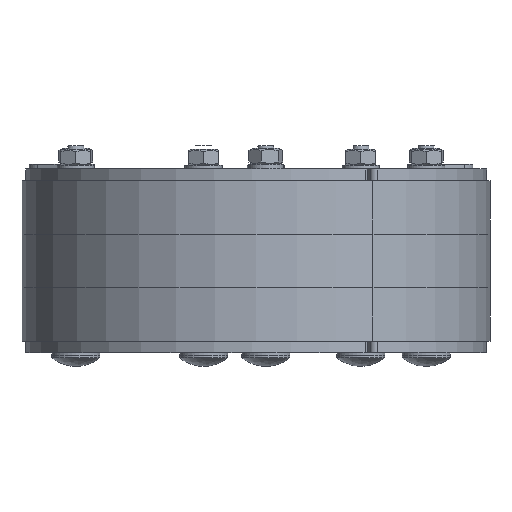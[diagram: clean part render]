
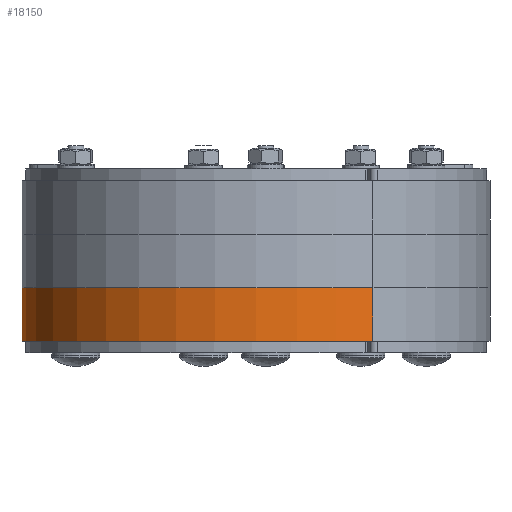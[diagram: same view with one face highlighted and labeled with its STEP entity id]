
A CAD part, front view. The second image highlights one B-rep face of the part: STEP entity #18150.
In plain terms, the highlighted cylindrical face has radius 100.5 mm (diameter 201 mm), a partial arc.
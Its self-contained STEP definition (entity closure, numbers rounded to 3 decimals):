
#2007=FACE_OUTER_BOUND('',#3207,.T.);
#3207=EDGE_LOOP('',(#14733,#14734,#14735,#14736));
#4563=LINE('',#29680,#6027);
#4564=LINE('',#29686,#6028);
#6027=VECTOR('',#24104,10.);
#6028=VECTOR('',#24111,10.);
#7053=CIRCLE('',#19885,100.5);
#7054=CIRCLE('',#19886,100.5);
#8377=VERTEX_POINT('',#29676);
#8378=VERTEX_POINT('',#29678);
#8379=VERTEX_POINT('',#29682);
#8380=VERTEX_POINT('',#29684);
#10523=EDGE_CURVE('',#8377,#8378,#4563,.T.);
#10524=EDGE_CURVE('',#8379,#8377,#7053,.T.);
#10525=EDGE_CURVE('',#8380,#8378,#7054,.T.);
#10526=EDGE_CURVE('',#8379,#8380,#4564,.T.);
#14733=ORIENTED_EDGE('',*,*,#10524,.T.);
#14734=ORIENTED_EDGE('',*,*,#10523,.T.);
#14735=ORIENTED_EDGE('',*,*,#10525,.F.);
#14736=ORIENTED_EDGE('',*,*,#10526,.F.);
#16218=CYLINDRICAL_SURFACE('',#19884,100.5);
#18150=ADVANCED_FACE('',(#2007),#16218,.T.);
#19884=AXIS2_PLACEMENT_3D('',#29681,#24105,#24106);
#19885=AXIS2_PLACEMENT_3D('',#29683,#24107,#24108);
#19886=AXIS2_PLACEMENT_3D('',#29685,#24109,#24110);
#24104=DIRECTION('',(0.,0.,1.));
#24105=DIRECTION('center_axis',(0.,0.,1.));
#24106=DIRECTION('ref_axis',(-0.5,0.866,0.));
#24107=DIRECTION('center_axis',(0.,0.,1.));
#24108=DIRECTION('ref_axis',(-0.5,0.866,0.));
#24109=DIRECTION('center_axis',(0.,0.,1.));
#24110=DIRECTION('ref_axis',(-0.5,0.866,0.));
#24111=DIRECTION('',(0.,0.,1.));
#29676=CARTESIAN_POINT('',(50.25,-87.036,0.));
#29678=CARTESIAN_POINT('',(50.25,-87.036,23.));
#29680=CARTESIAN_POINT('',(50.25,-87.036,0.));
#29681=CARTESIAN_POINT('Origin',(0.,0.,0.));
#29682=CARTESIAN_POINT('',(-100.5,0.,0.));
#29683=CARTESIAN_POINT('Origin',(0.,0.,0.));
#29684=CARTESIAN_POINT('',(-100.5,0.,23.));
#29685=CARTESIAN_POINT('Origin',(0.,0.,23.));
#29686=CARTESIAN_POINT('',(-100.5,0.,0.));
